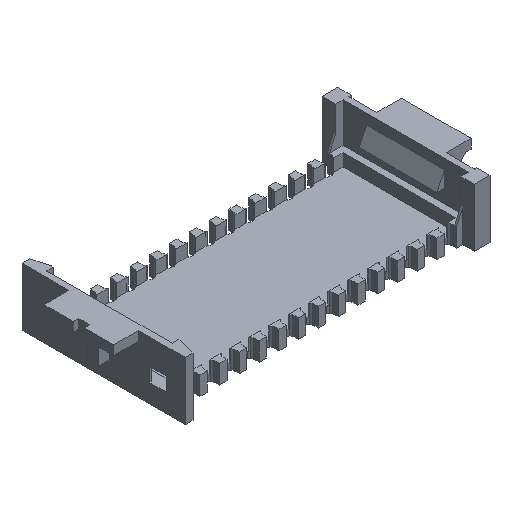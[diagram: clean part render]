
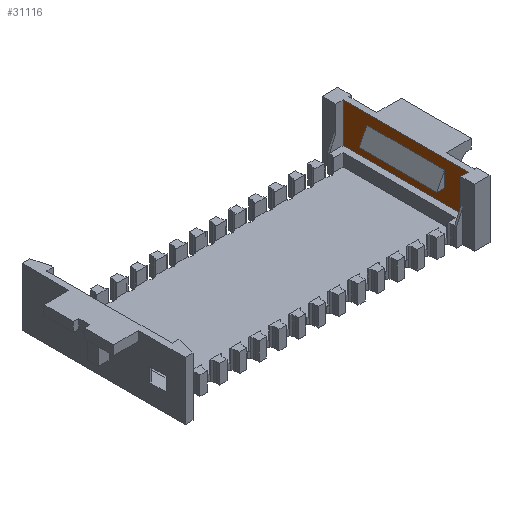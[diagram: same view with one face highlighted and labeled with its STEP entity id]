
A CAD part, isometric view. The second image highlights one B-rep face of the part: STEP entity #31116.
In plain terms, the highlighted planar face has unit normal (-1, 0, 0).
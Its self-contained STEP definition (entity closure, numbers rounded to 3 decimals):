
#13664 = PLANE('',#13665);
#13665 = AXIS2_PLACEMENT_3D('',#13666,#13667,#13668);
#13666 = CARTESIAN_POINT('',(-19.05,-8.05,-1.34));
#13667 = DIRECTION('',(0.,0.,1.));
#13668 = DIRECTION('',(1.,0.,0.));
#30307 = PLANE('',#30308);
#30308 = AXIS2_PLACEMENT_3D('',#30309,#30310,#30311);
#30309 = CARTESIAN_POINT('',(-19.05,8.05,-1.34));
#30310 = DIRECTION('',(0.,1.,0.));
#30311 = DIRECTION('',(0.,0.,1.));
#30359 = PLANE('',#30360);
#30360 = AXIS2_PLACEMENT_3D('',#30361,#30362,#30363);
#30361 = CARTESIAN_POINT('',(-19.05,-8.05,-1.34));
#30362 = DIRECTION('',(0.,1.,0.));
#30363 = DIRECTION('',(0.,0.,1.));
#31020 = VERTEX_POINT('',#31021);
#31021 = CARTESIAN_POINT('',(19.05,8.05,3.74));
#31035 = PLANE('',#31036);
#31036 = AXIS2_PLACEMENT_3D('',#31037,#31038,#31039);
#31037 = CARTESIAN_POINT('',(20.124,0.,3.74));
#31038 = DIRECTION('',(0.,0.,1.));
#31039 = DIRECTION('',(1.,0.,0.));
#31047 = EDGE_CURVE('',#31048,#31020,#31050,.T.);
#31048 = VERTEX_POINT('',#31049);
#31049 = CARTESIAN_POINT('',(19.05,8.05,-1.34));
#31050 = SURFACE_CURVE('',#31051,(#31055,#31062),.PCURVE_S1.);
#31051 = LINE('',#31052,#31053);
#31052 = CARTESIAN_POINT('',(19.05,8.05,-1.34));
#31053 = VECTOR('',#31054,1.);
#31054 = DIRECTION('',(0.,0.,1.));
#31055 = PCURVE('',#30307,#31056);
#31056 = DEFINITIONAL_REPRESENTATION('',(#31057),#31061);
#31057 = LINE('',#31058,#31059);
#31058 = CARTESIAN_POINT('',(0.,38.1));
#31059 = VECTOR('',#31060,1.);
#31060 = DIRECTION('',(1.,0.));
#31061 = ( GEOMETRIC_REPRESENTATION_CONTEXT(2) 
PARAMETRIC_REPRESENTATION_CONTEXT() REPRESENTATION_CONTEXT('2D SPACE',''
  ) );
#31062 = PCURVE('',#31063,#31068);
#31063 = PLANE('',#31064);
#31064 = AXIS2_PLACEMENT_3D('',#31065,#31066,#31067);
#31065 = CARTESIAN_POINT('',(19.05,-8.05,-1.34));
#31066 = DIRECTION('',(1.,0.,0.));
#31067 = DIRECTION('',(0.,0.,1.));
#31068 = DEFINITIONAL_REPRESENTATION('',(#31069),#31073);
#31069 = LINE('',#31070,#31071);
#31070 = CARTESIAN_POINT('',(0.,-16.1));
#31071 = VECTOR('',#31072,1.);
#31072 = DIRECTION('',(1.,0.));
#31073 = ( GEOMETRIC_REPRESENTATION_CONTEXT(2) 
PARAMETRIC_REPRESENTATION_CONTEXT() REPRESENTATION_CONTEXT('2D SPACE',''
  ) );
#31116 = ADVANCED_FACE('',(#31117,#31186),#31063,.F.);
#31117 = FACE_BOUND('',#31118,.F.);
#31118 = EDGE_LOOP('',(#31119,#31144,#31165,#31166));
#31119 = ORIENTED_EDGE('',*,*,#31120,.F.);
#31120 = EDGE_CURVE('',#31121,#31123,#31125,.T.);
#31121 = VERTEX_POINT('',#31122);
#31122 = CARTESIAN_POINT('',(19.05,-8.05,-1.34));
#31123 = VERTEX_POINT('',#31124);
#31124 = CARTESIAN_POINT('',(19.05,-8.05,3.74));
#31125 = SURFACE_CURVE('',#31126,(#31130,#31137),.PCURVE_S1.);
#31126 = LINE('',#31127,#31128);
#31127 = CARTESIAN_POINT('',(19.05,-8.05,-1.34));
#31128 = VECTOR('',#31129,1.);
#31129 = DIRECTION('',(0.,0.,1.));
#31130 = PCURVE('',#31063,#31131);
#31131 = DEFINITIONAL_REPRESENTATION('',(#31132),#31136);
#31132 = LINE('',#31133,#31134);
#31133 = CARTESIAN_POINT('',(0.,0.));
#31134 = VECTOR('',#31135,1.);
#31135 = DIRECTION('',(1.,0.));
#31136 = ( GEOMETRIC_REPRESENTATION_CONTEXT(2) 
PARAMETRIC_REPRESENTATION_CONTEXT() REPRESENTATION_CONTEXT('2D SPACE',''
  ) );
#31137 = PCURVE('',#30359,#31138);
#31138 = DEFINITIONAL_REPRESENTATION('',(#31139),#31143);
#31139 = LINE('',#31140,#31141);
#31140 = CARTESIAN_POINT('',(0.,38.1));
#31141 = VECTOR('',#31142,1.);
#31142 = DIRECTION('',(1.,0.));
#31143 = ( GEOMETRIC_REPRESENTATION_CONTEXT(2) 
PARAMETRIC_REPRESENTATION_CONTEXT() REPRESENTATION_CONTEXT('2D SPACE',''
  ) );
#31144 = ORIENTED_EDGE('',*,*,#31145,.T.);
#31145 = EDGE_CURVE('',#31121,#31048,#31146,.T.);
#31146 = SURFACE_CURVE('',#31147,(#31151,#31158),.PCURVE_S1.);
#31147 = LINE('',#31148,#31149);
#31148 = CARTESIAN_POINT('',(19.05,-8.05,-1.34));
#31149 = VECTOR('',#31150,1.);
#31150 = DIRECTION('',(0.,1.,0.));
#31151 = PCURVE('',#31063,#31152);
#31152 = DEFINITIONAL_REPRESENTATION('',(#31153),#31157);
#31153 = LINE('',#31154,#31155);
#31154 = CARTESIAN_POINT('',(0.,0.));
#31155 = VECTOR('',#31156,1.);
#31156 = DIRECTION('',(0.,-1.));
#31157 = ( GEOMETRIC_REPRESENTATION_CONTEXT(2) 
PARAMETRIC_REPRESENTATION_CONTEXT() REPRESENTATION_CONTEXT('2D SPACE',''
  ) );
#31158 = PCURVE('',#13664,#31159);
#31159 = DEFINITIONAL_REPRESENTATION('',(#31160),#31164);
#31160 = LINE('',#31161,#31162);
#31161 = CARTESIAN_POINT('',(38.1,0.));
#31162 = VECTOR('',#31163,1.);
#31163 = DIRECTION('',(0.,1.));
#31164 = ( GEOMETRIC_REPRESENTATION_CONTEXT(2) 
PARAMETRIC_REPRESENTATION_CONTEXT() REPRESENTATION_CONTEXT('2D SPACE',''
  ) );
#31165 = ORIENTED_EDGE('',*,*,#31047,.T.);
#31166 = ORIENTED_EDGE('',*,*,#31167,.F.);
#31167 = EDGE_CURVE('',#31123,#31020,#31168,.T.);
#31168 = SURFACE_CURVE('',#31169,(#31173,#31179),.PCURVE_S1.);
#31169 = LINE('',#31170,#31171);
#31170 = CARTESIAN_POINT('',(19.05,-8.175,3.74));
#31171 = VECTOR('',#31172,1.);
#31172 = DIRECTION('',(0.,1.,0.));
#31173 = PCURVE('',#31063,#31174);
#31174 = DEFINITIONAL_REPRESENTATION('',(#31175),#31178);
#31175 = B_SPLINE_CURVE_WITH_KNOTS('',1,(#31176,#31177),.UNSPECIFIED.,
  .F.,.F.,(2,2),(-1.485,17.835),.PIECEWISE_BEZIER_KNOTS.);
#31176 = CARTESIAN_POINT('',(5.08,1.61));
#31177 = CARTESIAN_POINT('',(5.08,-17.71));
#31178 = ( GEOMETRIC_REPRESENTATION_CONTEXT(2) 
PARAMETRIC_REPRESENTATION_CONTEXT() REPRESENTATION_CONTEXT('2D SPACE',''
  ) );
#31179 = PCURVE('',#31035,#31180);
#31180 = DEFINITIONAL_REPRESENTATION('',(#31181),#31185);
#31181 = LINE('',#31182,#31183);
#31182 = CARTESIAN_POINT('',(-1.074,-8.175));
#31183 = VECTOR('',#31184,1.);
#31184 = DIRECTION('',(0.,1.));
#31185 = ( GEOMETRIC_REPRESENTATION_CONTEXT(2) 
PARAMETRIC_REPRESENTATION_CONTEXT() REPRESENTATION_CONTEXT('2D SPACE',''
  ) );
#31186 = FACE_BOUND('',#31187,.F.);
#31187 = EDGE_LOOP('',(#31188,#31218,#31246,#31274));
#31188 = ORIENTED_EDGE('',*,*,#31189,.F.);
#31189 = EDGE_CURVE('',#31190,#31192,#31194,.T.);
#31190 = VERTEX_POINT('',#31191);
#31191 = CARTESIAN_POINT('',(19.05,5.,0.46));
#31192 = VERTEX_POINT('',#31193);
#31193 = CARTESIAN_POINT('',(19.05,5.,2.46));
#31194 = SURFACE_CURVE('',#31195,(#31199,#31206),.PCURVE_S1.);
#31195 = LINE('',#31196,#31197);
#31196 = CARTESIAN_POINT('',(19.05,5.,0.46));
#31197 = VECTOR('',#31198,1.);
#31198 = DIRECTION('',(0.,0.,1.));
#31199 = PCURVE('',#31063,#31200);
#31200 = DEFINITIONAL_REPRESENTATION('',(#31201),#31205);
#31201 = LINE('',#31202,#31203);
#31202 = CARTESIAN_POINT('',(1.8,-13.05));
#31203 = VECTOR('',#31204,1.);
#31204 = DIRECTION('',(1.,0.));
#31205 = ( GEOMETRIC_REPRESENTATION_CONTEXT(2) 
PARAMETRIC_REPRESENTATION_CONTEXT() REPRESENTATION_CONTEXT('2D SPACE',''
  ) );
#31206 = PCURVE('',#31207,#31212);
#31207 = PLANE('',#31208);
#31208 = AXIS2_PLACEMENT_3D('',#31209,#31210,#31211);
#31209 = CARTESIAN_POINT('',(18.741,5.,1.269));
#31210 = DIRECTION('',(0.,1.,0.));
#31211 = DIRECTION('',(-1.,0.,0.));
#31212 = DEFINITIONAL_REPRESENTATION('',(#31213),#31217);
#31213 = LINE('',#31214,#31215);
#31214 = CARTESIAN_POINT('',(-0.309,-0.809));
#31215 = VECTOR('',#31216,1.);
#31216 = DIRECTION('',(-0.,1.));
#31217 = ( GEOMETRIC_REPRESENTATION_CONTEXT(2) 
PARAMETRIC_REPRESENTATION_CONTEXT() REPRESENTATION_CONTEXT('2D SPACE',''
  ) );
#31218 = ORIENTED_EDGE('',*,*,#31219,.T.);
#31219 = EDGE_CURVE('',#31190,#31220,#31222,.T.);
#31220 = VERTEX_POINT('',#31221);
#31221 = CARTESIAN_POINT('',(19.05,-5.,0.46));
#31222 = SURFACE_CURVE('',#31223,(#31227,#31234),.PCURVE_S1.);
#31223 = LINE('',#31224,#31225);
#31224 = CARTESIAN_POINT('',(19.05,5.,0.46));
#31225 = VECTOR('',#31226,1.);
#31226 = DIRECTION('',(0.,-1.,0.));
#31227 = PCURVE('',#31063,#31228);
#31228 = DEFINITIONAL_REPRESENTATION('',(#31229),#31233);
#31229 = LINE('',#31230,#31231);
#31230 = CARTESIAN_POINT('',(1.8,-13.05));
#31231 = VECTOR('',#31232,1.);
#31232 = DIRECTION('',(0.,1.));
#31233 = ( GEOMETRIC_REPRESENTATION_CONTEXT(2) 
PARAMETRIC_REPRESENTATION_CONTEXT() REPRESENTATION_CONTEXT('2D SPACE',''
  ) );
#31234 = PCURVE('',#31235,#31240);
#31235 = PLANE('',#31236);
#31236 = AXIS2_PLACEMENT_3D('',#31237,#31238,#31239);
#31237 = CARTESIAN_POINT('',(18.05,5.,0.46));
#31238 = DIRECTION('',(-0.,0.,-1.));
#31239 = DIRECTION('',(-1.,0.,0.));
#31240 = DEFINITIONAL_REPRESENTATION('',(#31241),#31245);
#31241 = LINE('',#31242,#31243);
#31242 = CARTESIAN_POINT('',(-1.,0.));
#31243 = VECTOR('',#31244,1.);
#31244 = DIRECTION('',(-0.,-1.));
#31245 = ( GEOMETRIC_REPRESENTATION_CONTEXT(2) 
PARAMETRIC_REPRESENTATION_CONTEXT() REPRESENTATION_CONTEXT('2D SPACE',''
  ) );
#31246 = ORIENTED_EDGE('',*,*,#31247,.T.);
#31247 = EDGE_CURVE('',#31220,#31248,#31250,.T.);
#31248 = VERTEX_POINT('',#31249);
#31249 = CARTESIAN_POINT('',(19.05,-5.,2.46));
#31250 = SURFACE_CURVE('',#31251,(#31255,#31262),.PCURVE_S1.);
#31251 = LINE('',#31252,#31253);
#31252 = CARTESIAN_POINT('',(19.05,-5.,0.46));
#31253 = VECTOR('',#31254,1.);
#31254 = DIRECTION('',(0.,0.,1.));
#31255 = PCURVE('',#31063,#31256);
#31256 = DEFINITIONAL_REPRESENTATION('',(#31257),#31261);
#31257 = LINE('',#31258,#31259);
#31258 = CARTESIAN_POINT('',(1.8,-3.05));
#31259 = VECTOR('',#31260,1.);
#31260 = DIRECTION('',(1.,0.));
#31261 = ( GEOMETRIC_REPRESENTATION_CONTEXT(2) 
PARAMETRIC_REPRESENTATION_CONTEXT() REPRESENTATION_CONTEXT('2D SPACE',''
  ) );
#31262 = PCURVE('',#31263,#31268);
#31263 = PLANE('',#31264);
#31264 = AXIS2_PLACEMENT_3D('',#31265,#31266,#31267);
#31265 = CARTESIAN_POINT('',(18.741,-5.,1.269));
#31266 = DIRECTION('',(0.,1.,0.));
#31267 = DIRECTION('',(-1.,0.,0.));
#31268 = DEFINITIONAL_REPRESENTATION('',(#31269),#31273);
#31269 = LINE('',#31270,#31271);
#31270 = CARTESIAN_POINT('',(-0.309,-0.809));
#31271 = VECTOR('',#31272,1.);
#31272 = DIRECTION('',(-0.,1.));
#31273 = ( GEOMETRIC_REPRESENTATION_CONTEXT(2) 
PARAMETRIC_REPRESENTATION_CONTEXT() REPRESENTATION_CONTEXT('2D SPACE',''
  ) );
#31274 = ORIENTED_EDGE('',*,*,#31275,.F.);
#31275 = EDGE_CURVE('',#31192,#31248,#31276,.T.);
#31276 = SURFACE_CURVE('',#31277,(#31281,#31288),.PCURVE_S1.);
#31277 = LINE('',#31278,#31279);
#31278 = CARTESIAN_POINT('',(19.05,5.,2.46));
#31279 = VECTOR('',#31280,1.);
#31280 = DIRECTION('',(0.,-1.,0.));
#31281 = PCURVE('',#31063,#31282);
#31282 = DEFINITIONAL_REPRESENTATION('',(#31283),#31287);
#31283 = LINE('',#31284,#31285);
#31284 = CARTESIAN_POINT('',(3.8,-13.05));
#31285 = VECTOR('',#31286,1.);
#31286 = DIRECTION('',(0.,1.));
#31287 = ( GEOMETRIC_REPRESENTATION_CONTEXT(2) 
PARAMETRIC_REPRESENTATION_CONTEXT() REPRESENTATION_CONTEXT('2D SPACE',''
  ) );
#31288 = PCURVE('',#31289,#31294);
#31289 = PLANE('',#31290);
#31290 = AXIS2_PLACEMENT_3D('',#31291,#31292,#31293);
#31291 = CARTESIAN_POINT('',(19.05,5.,2.46));
#31292 = DIRECTION('',(-0.894,0.,0.447));
#31293 = DIRECTION('',(0.447,0.,0.894));
#31294 = DEFINITIONAL_REPRESENTATION('',(#31295),#31299);
#31295 = LINE('',#31296,#31297);
#31296 = CARTESIAN_POINT('',(0.,-0.));
#31297 = VECTOR('',#31298,1.);
#31298 = DIRECTION('',(-0.,-1.));
#31299 = ( GEOMETRIC_REPRESENTATION_CONTEXT(2) 
PARAMETRIC_REPRESENTATION_CONTEXT() REPRESENTATION_CONTEXT('2D SPACE',''
  ) );
